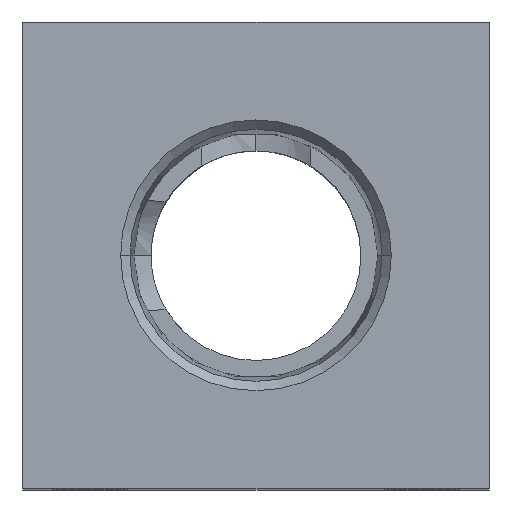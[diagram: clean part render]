
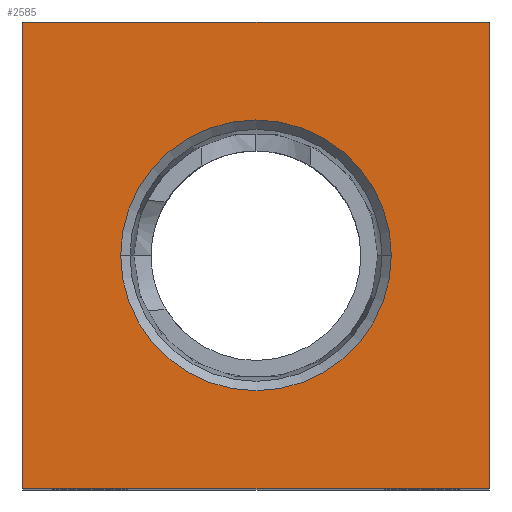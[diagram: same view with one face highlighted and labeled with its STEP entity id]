
A CAD part, top view. The second image highlights one B-rep face of the part: STEP entity #2585.
In plain terms, the highlighted planar face has unit normal (0, 0, 1).
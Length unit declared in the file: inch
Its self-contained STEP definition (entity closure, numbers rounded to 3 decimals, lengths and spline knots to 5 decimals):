
#29 = LINE ( 'NONE', #39, #2530 ) ;
#39 = CARTESIAN_POINT ( 'NONE',  ( 0.625, 0.625, 1.0625 ) ) ;
#162 = DIRECTION ( 'NONE',  ( 1., 0., 0. ) ) ;
#167 = DIRECTION ( 'NONE',  ( 0., 0., 1. ) ) ;
#171 = FACE_OUTER_BOUND ( 'NONE', #1387, .T. ) ;
#178 = CARTESIAN_POINT ( 'NONE',  ( 0., 0., 1.0625 ) ) ;
#245 = FACE_BOUND ( 'NONE', #2150, .T. ) ;
#319 = VERTEX_POINT ( 'NONE', #843 ) ;
#439 = CARTESIAN_POINT ( 'NONE',  ( 0.625, -0.625, 1.0625 ) ) ;
#497 = CARTESIAN_POINT ( 'NONE',  ( 0.625, -0.625, 1.0625 ) ) ;
#513 = EDGE_CURVE ( 'NONE', #1759, #1059, #697, .T. ) ;
#582 = EDGE_CURVE ( 'NONE', #1677, #1050, #29, .T. ) ;
#586 = EDGE_CURVE ( 'NONE', #1059, #1759, #2956, .T. ) ;
#614 = CARTESIAN_POINT ( 'NONE',  ( 0.625, 0.625, 1.0625 ) ) ;
#697 = CIRCLE ( 'NONE', #3048, 0.3626 ) ;
#752 = ORIENTED_EDGE ( 'NONE', *, *, #513, .F. ) ;
#834 = AXIS2_PLACEMENT_3D ( 'NONE', #2564, #2367, #2169 ) ;
#843 = CARTESIAN_POINT ( 'NONE',  ( -0.625, -0.625, 1.0625 ) ) ;
#887 = LINE ( 'NONE', #497, #1443 ) ;
#920 = CARTESIAN_POINT ( 'NONE',  ( -0.3626, 0., 1.0625 ) ) ;
#995 = DIRECTION ( 'NONE',  ( 1., 0., 0. ) ) ;
#1005 = EDGE_CURVE ( 'NONE', #1050, #319, #1573, .T. ) ;
#1050 = VERTEX_POINT ( 'NONE', #2542 ) ;
#1059 = VERTEX_POINT ( 'NONE', #2394 ) ;
#1085 = DIRECTION ( 'NONE',  ( 0., 0., 1. ) ) ;
#1112 = VECTOR ( 'NONE', #2788, 39.37008 ) ;
#1387 = EDGE_LOOP ( 'NONE', ( #2631, #2837, #2087, #2226 ) ) ;
#1443 = VECTOR ( 'NONE', #995, 39.37008 ) ;
#1573 = LINE ( 'NONE', #2728, #1661 ) ;
#1590 = ORIENTED_EDGE ( 'NONE', *, *, #586, .F. ) ;
#1661 = VECTOR ( 'NONE', #2730, 39.37008 ) ;
#1677 = VERTEX_POINT ( 'NONE', #614 ) ;
#1759 = VERTEX_POINT ( 'NONE', #920 ) ;
#1783 = EDGE_CURVE ( 'NONE', #2048, #1677, #2392, .T. ) ;
#1806 = CARTESIAN_POINT ( 'NONE',  ( 0., 0., 1.0625 ) ) ;
#2048 = VERTEX_POINT ( 'NONE', #2715 ) ;
#2061 = PLANE ( 'NONE',  #2494 ) ;
#2087 = ORIENTED_EDGE ( 'NONE', *, *, #1783, .T. ) ;
#2150 = EDGE_LOOP ( 'NONE', ( #1590, #752 ) ) ;
#2169 = DIRECTION ( 'NONE',  ( 1., 0., 0. ) ) ;
#2216 = EDGE_CURVE ( 'NONE', #319, #2048, #887, .T. ) ;
#2226 = ORIENTED_EDGE ( 'NONE', *, *, #582, .T. ) ;
#2367 = DIRECTION ( 'NONE',  ( 0., 0., 1. ) ) ;
#2392 = LINE ( 'NONE', #439, #1112 ) ;
#2394 = CARTESIAN_POINT ( 'NONE',  ( 0.3626, 0., 1.0625 ) ) ;
#2494 = AXIS2_PLACEMENT_3D ( 'NONE', #1806, #1085, #2719 ) ;
#2530 = VECTOR ( 'NONE', #3014, 39.37008 ) ;
#2542 = CARTESIAN_POINT ( 'NONE',  ( -0.625, 0.625, 1.0625 ) ) ;
#2564 = CARTESIAN_POINT ( 'NONE',  ( 0., 0., 1.0625 ) ) ;
#2585 = ADVANCED_FACE ( 'NONE', ( #245, #171 ), #2061, .T. ) ;
#2631 = ORIENTED_EDGE ( 'NONE', *, *, #1005, .T. ) ;
#2715 = CARTESIAN_POINT ( 'NONE',  ( 0.625, -0.625, 1.0625 ) ) ;
#2719 = DIRECTION ( 'NONE',  ( 1., 0., 0. ) ) ;
#2728 = CARTESIAN_POINT ( 'NONE',  ( -0.625, -0.625, 1.0625 ) ) ;
#2730 = DIRECTION ( 'NONE',  ( 0., -1., 0. ) ) ;
#2788 = DIRECTION ( 'NONE',  ( 0., 1., 0. ) ) ;
#2837 = ORIENTED_EDGE ( 'NONE', *, *, #2216, .T. ) ;
#2956 = CIRCLE ( 'NONE', #834, 0.3626 ) ;
#3014 = DIRECTION ( 'NONE',  ( -1., 0., 0. ) ) ;
#3048 = AXIS2_PLACEMENT_3D ( 'NONE', #178, #167, #162 ) ;
